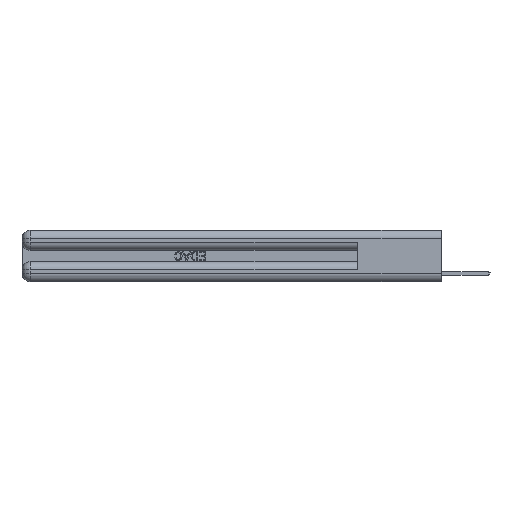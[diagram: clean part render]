
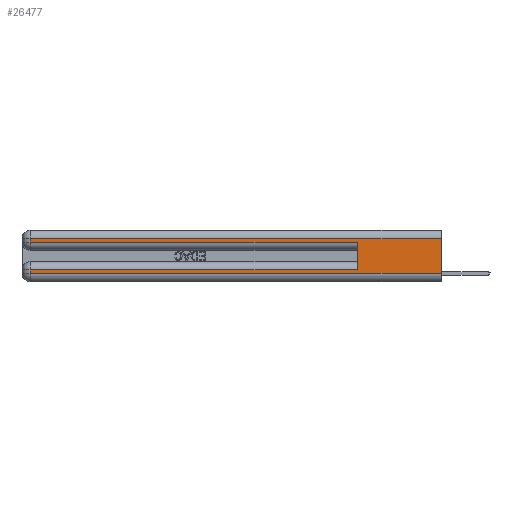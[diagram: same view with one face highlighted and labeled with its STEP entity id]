
A CAD part, left-side view. The second image highlights one B-rep face of the part: STEP entity #26477.
In plain terms, the highlighted planar face has unit normal (-1, 0, 0).
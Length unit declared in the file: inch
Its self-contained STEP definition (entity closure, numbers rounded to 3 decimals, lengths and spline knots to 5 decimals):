
#825 = VERTEX_POINT ( 'NONE', #21363 ) ;
#868 = CARTESIAN_POINT ( 'NONE',  ( 0., 0., 0.37 ) ) ;
#1137 = DIRECTION ( 'NONE',  ( 0., 0., 1. ) ) ;
#1270 = VECTOR ( 'NONE', #27883, 39.37008 ) ;
#1541 = ORIENTED_EDGE ( 'NONE', *, *, #22460, .T. ) ;
#1768 = ORIENTED_EDGE ( 'NONE', *, *, #18619, .T. ) ;
#2287 = EDGE_CURVE ( 'NONE', #19578, #24353, #15839, .T. ) ;
#2604 = CARTESIAN_POINT ( 'NONE',  ( 0., 2.94, 0.37 ) ) ;
#3780 = DIRECTION ( 'NONE',  ( 0., 0., -1. ) ) ;
#4056 = CARTESIAN_POINT ( 'NONE',  ( 0., 0., 0.285 ) ) ;
#5004 = FACE_OUTER_BOUND ( 'NONE', #5830, .T. ) ;
#5394 = CARTESIAN_POINT ( 'NONE',  ( 0., 0., 0.06 ) ) ;
#5830 = EDGE_LOOP ( 'NONE', ( #19799, #7821, #7322, #1768, #27853, #1541, #14356, #30944 ) ) ;
#6124 = VECTOR ( 'NONE', #13252, 39.37008 ) ;
#6167 = VERTEX_POINT ( 'NONE', #21123 ) ;
#6391 = LINE ( 'NONE', #16817, #12776 ) ;
#7322 = ORIENTED_EDGE ( 'NONE', *, *, #10031, .T. ) ;
#7324 = CARTESIAN_POINT ( 'NONE',  ( 0., 0., 0.31 ) ) ;
#7725 = EDGE_CURVE ( 'NONE', #19578, #29768, #17417, .T. ) ;
#7821 = ORIENTED_EDGE ( 'NONE', *, *, #7725, .T. ) ;
#7878 = CARTESIAN_POINT ( 'NONE',  ( 0., 0., 0.37 ) ) ;
#8810 = DIRECTION ( 'NONE',  ( 0., -1., 0. ) ) ;
#8990 = VECTOR ( 'NONE', #24592, 39.37008 ) ;
#9635 = LINE ( 'NONE', #19539, #8990 ) ;
#10031 = EDGE_CURVE ( 'NONE', #29768, #6167, #6391, .T. ) ;
#10432 = DIRECTION ( 'NONE',  ( 0., 0., -1. ) ) ;
#10986 = DIRECTION ( 'NONE',  ( 0., 0., -1. ) ) ;
#11268 = LINE ( 'NONE', #30485, #18316 ) ;
#11483 = CARTESIAN_POINT ( 'NONE',  ( 0., 0.6, 0.285 ) ) ;
#12498 = CARTESIAN_POINT ( 'NONE',  ( 0., 0.6, 0.085 ) ) ;
#12776 = VECTOR ( 'NONE', #3780, 39.37008 ) ;
#13252 = DIRECTION ( 'NONE',  ( 0., 0., -1. ) ) ;
#13457 = VERTEX_POINT ( 'NONE', #11483 ) ;
#14141 = EDGE_CURVE ( 'NONE', #825, #20006, #32197, .T. ) ;
#14356 = ORIENTED_EDGE ( 'NONE', *, *, #14141, .T. ) ;
#14437 = CARTESIAN_POINT ( 'NONE',  ( 0., 0., 0.06 ) ) ;
#15839 = LINE ( 'NONE', #7878, #6124 ) ;
#16817 = CARTESIAN_POINT ( 'NONE',  ( 0., 2.94, 0.37 ) ) ;
#17417 = LINE ( 'NONE', #7324, #29022 ) ;
#18316 = VECTOR ( 'NONE', #1137, 39.37008 ) ;
#18619 = EDGE_CURVE ( 'NONE', #6167, #13457, #31100, .T. ) ;
#18977 = CARTESIAN_POINT ( 'NONE',  ( 0., 0., 0.31 ) ) ;
#19216 = CARTESIAN_POINT ( 'NONE',  ( 0., 2.94, 0.06 ) ) ;
#19539 = CARTESIAN_POINT ( 'NONE',  ( 0., 0., 0.085 ) ) ;
#19578 = VERTEX_POINT ( 'NONE', #18977 ) ;
#19688 = DIRECTION ( 'NONE',  ( 0., 1., 0. ) ) ;
#19799 = ORIENTED_EDGE ( 'NONE', *, *, #2287, .F. ) ;
#19812 = DIRECTION ( 'NONE',  ( 1., 0., 0. ) ) ;
#20006 = VERTEX_POINT ( 'NONE', #19216 ) ;
#20423 = PLANE ( 'NONE',  #22180 ) ;
#21123 = CARTESIAN_POINT ( 'NONE',  ( 0., 2.94, 0.285 ) ) ;
#21363 = CARTESIAN_POINT ( 'NONE',  ( 0., 2.94, 0.085 ) ) ;
#22096 = EDGE_CURVE ( 'NONE', #24989, #13457, #11268, .T. ) ;
#22180 = AXIS2_PLACEMENT_3D ( 'NONE', #868, #19812, #10986 ) ;
#22353 = LINE ( 'NONE', #5394, #1270 ) ;
#22460 = EDGE_CURVE ( 'NONE', #24989, #825, #9635, .T. ) ;
#24353 = VERTEX_POINT ( 'NONE', #14437 ) ;
#24592 = DIRECTION ( 'NONE',  ( 0., 1., 0. ) ) ;
#24781 = EDGE_CURVE ( 'NONE', #20006, #24353, #22353, .T. ) ;
#24989 = VERTEX_POINT ( 'NONE', #12498 ) ;
#25687 = VECTOR ( 'NONE', #8810, 39.37008 ) ;
#26477 = ADVANCED_FACE ( 'NONE', ( #5004 ), #20423, .F. ) ;
#27057 = CARTESIAN_POINT ( 'NONE',  ( 0., 2.94, 0.31 ) ) ;
#27853 = ORIENTED_EDGE ( 'NONE', *, *, #22096, .F. ) ;
#27883 = DIRECTION ( 'NONE',  ( 0., -1., 0. ) ) ;
#29022 = VECTOR ( 'NONE', #19688, 39.37008 ) ;
#29768 = VERTEX_POINT ( 'NONE', #27057 ) ;
#30194 = VECTOR ( 'NONE', #10432, 39.37008 ) ;
#30485 = CARTESIAN_POINT ( 'NONE',  ( 0., 0.6, 0.145 ) ) ;
#30944 = ORIENTED_EDGE ( 'NONE', *, *, #24781, .T. ) ;
#31100 = LINE ( 'NONE', #4056, #25687 ) ;
#32197 = LINE ( 'NONE', #2604, #30194 ) ;
